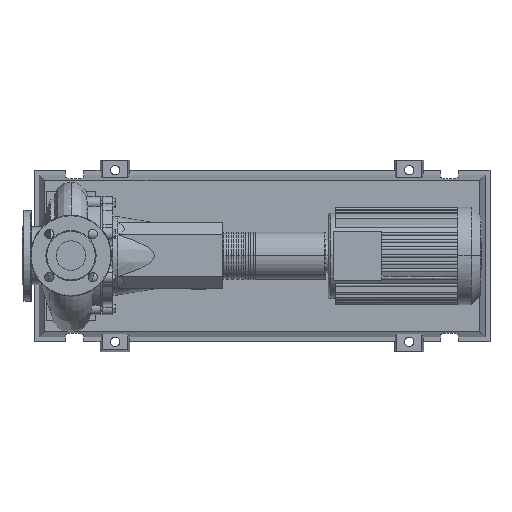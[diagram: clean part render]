
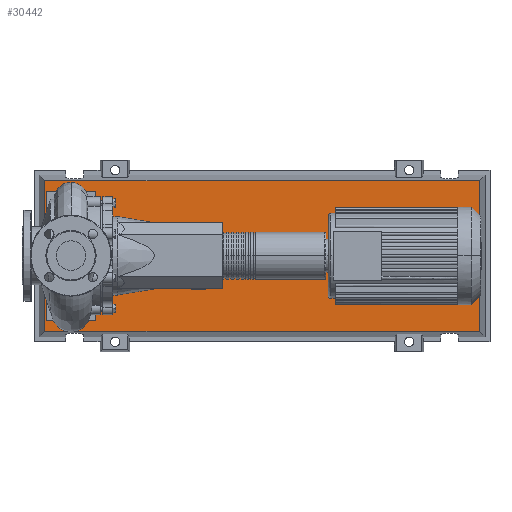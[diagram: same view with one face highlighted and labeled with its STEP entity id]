
A CAD part, top view. The second image highlights one B-rep face of the part: STEP entity #30442.
In plain terms, the highlighted planar face has unit normal (0, 0, 1).
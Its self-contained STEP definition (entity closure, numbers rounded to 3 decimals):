
#30123=CARTESIAN_POINT('',(833.292,-153.292,83.0));
#30124=VERTEX_POINT('',#30123);
#30131=CARTESIAN_POINT('',(-53.292,-153.292,83.0));
#30132=VERTEX_POINT('',#30131);
#30133=CARTESIAN_POINT('',(833.292,-153.292,83.0));
#30134=DIRECTION('',(-1.0,0.0,0.0));
#30135=VECTOR('',#30134,886.584);
#30136=LINE('',#30133,#30135);
#30137=EDGE_CURVE('',#30124,#30132,#30136,.T.);
#30355=CARTESIAN_POINT('',(833.292,153.292,83.0));
#30356=VERTEX_POINT('',#30355);
#30357=CARTESIAN_POINT('',(833.292,153.292,83.0));
#30358=DIRECTION('',(0.0,-1.0,0.0));
#30359=VECTOR('',#30358,306.584);
#30360=LINE('',#30357,#30359);
#30361=EDGE_CURVE('',#30356,#30124,#30360,.T.);
#30379=CARTESIAN_POINT('',(-53.292,153.292,83.0));
#30380=VERTEX_POINT('',#30379);
#30381=CARTESIAN_POINT('',(-53.292,-153.292,83.0));
#30382=DIRECTION('',(0.0,1.0,0.0));
#30383=VECTOR('',#30382,306.584);
#30384=LINE('',#30381,#30383);
#30385=EDGE_CURVE('',#30132,#30380,#30384,.T.);
#30418=CARTESIAN_POINT('',(-53.292,153.292,83.0));
#30419=DIRECTION('',(1.0,0.0,0.0));
#30420=VECTOR('',#30419,886.584);
#30421=LINE('',#30418,#30420);
#30422=EDGE_CURVE('',#30380,#30356,#30421,.T.);
#30431=CARTESIAN_POINT('',(390.,0.,83.0));
#30432=DIRECTION('',(0.0,0.0,1.0));
#30433=DIRECTION('',(1.0,0.0,0.0));
#30434=AXIS2_PLACEMENT_3D('',#30431,#30432,#30433);
#30435=PLANE('',#30434);
#30436=ORIENTED_EDGE('',*,*,#30361,.F.);
#30437=ORIENTED_EDGE('',*,*,#30422,.F.);
#30438=ORIENTED_EDGE('',*,*,#30385,.F.);
#30439=ORIENTED_EDGE('',*,*,#30137,.F.);
#30440=EDGE_LOOP('',(#30436,#30437,#30438,#30439));
#30441=FACE_OUTER_BOUND('',#30440,.T.);
#30442=ADVANCED_FACE('',(#30441),#30435,.T.);
